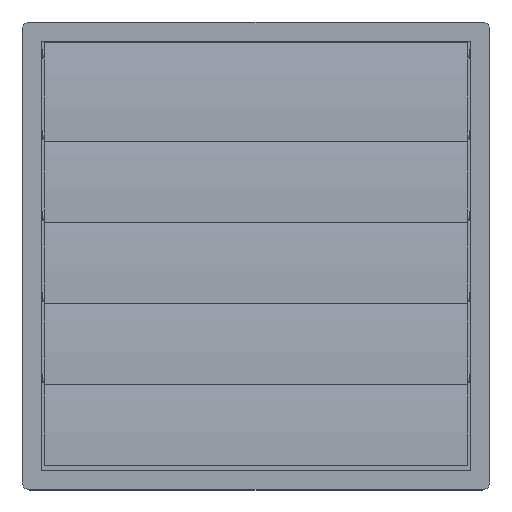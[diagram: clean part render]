
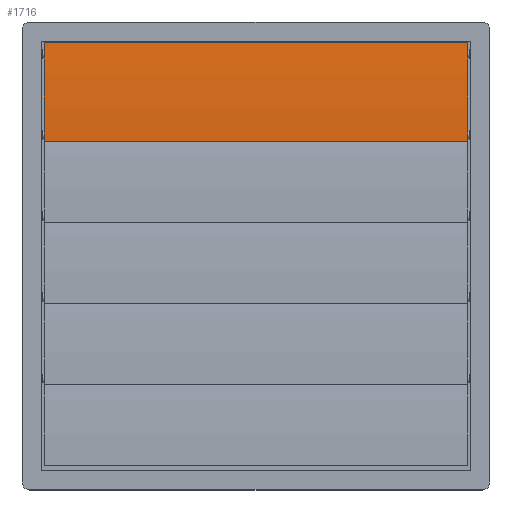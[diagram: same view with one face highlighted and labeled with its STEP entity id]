
A CAD part, top view. The second image highlights one B-rep face of the part: STEP entity #1716.
In plain terms, the highlighted cylindrical face has radius 483.877 mm (diameter 967.755 mm), a partial arc.
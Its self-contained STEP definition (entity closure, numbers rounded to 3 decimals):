
#45 = AXIS2_PLACEMENT_3D ( 'NONE', #2215, #565, #2751 ) ;
#226 = CARTESIAN_POINT ( 'NONE',  ( 133., 3.725, -55. ) ) ;
#230 = CARTESIAN_POINT ( 'NONE',  ( -133., 3.725, -55. ) ) ;
#486 = CARTESIAN_POINT ( 'NONE',  ( 133., 3.725, -55. ) ) ;
#562 = CARTESIAN_POINT ( 'NONE',  ( -133., 2.804, 7. ) ) ;
#565 = DIRECTION ( 'NONE',  ( 1., 0., 0. ) ) ;
#866 = VERTEX_POINT ( 'NONE', #486 ) ;
#982 = EDGE_LOOP ( 'NONE', ( #2246, #2598, #2549, #1859 ) ) ;
#1114 = CYLINDRICAL_SURFACE ( 'NONE', #2732, 483.877 ) ;
#1254 = DIRECTION ( 'NONE',  ( 1., 0., 0. ) ) ;
#1294 = EDGE_CURVE ( 'NONE', #866, #2432, #2166, .T. ) ;
#1306 = DIRECTION ( 'NONE',  ( -1., 0., 0. ) ) ;
#1372 = DIRECTION ( 'NONE',  ( 0., 0., 1. ) ) ;
#1493 = EDGE_CURVE ( 'NONE', #2432, #1667, #2589, .T. ) ;
#1504 = DIRECTION ( 'NONE',  ( -1., 0., 0. ) ) ;
#1535 = AXIS2_PLACEMENT_3D ( 'NONE', #2083, #1254, #3185 ) ;
#1667 = VERTEX_POINT ( 'NONE', #562 ) ;
#1716 = ADVANCED_FACE ( 'NONE', ( #2473 ), #1114, .T. ) ;
#1859 = ORIENTED_EDGE ( 'NONE', *, *, #1493, .F. ) ;
#2048 = VERTEX_POINT ( 'NONE', #230 ) ;
#2083 = CARTESIAN_POINT ( 'NONE',  ( -133., -479.565, -31.169 ) ) ;
#2166 = CIRCLE ( 'NONE', #45, 483.877 ) ;
#2215 = CARTESIAN_POINT ( 'NONE',  ( 133., -479.565, -31.169 ) ) ;
#2246 = ORIENTED_EDGE ( 'NONE', *, *, #1294, .F. ) ;
#2265 = VECTOR ( 'NONE', #1306, 1000. ) ;
#2367 = CARTESIAN_POINT ( 'NONE',  ( 133., 2.804, 7. ) ) ;
#2432 = VERTEX_POINT ( 'NONE', #3214 ) ;
#2473 = FACE_OUTER_BOUND ( 'NONE', #982, .T. ) ;
#2549 = ORIENTED_EDGE ( 'NONE', *, *, #3190, .T. ) ;
#2555 = EDGE_CURVE ( 'NONE', #866, #2048, #3024, .T. ) ;
#2589 = LINE ( 'NONE', #2367, #2963 ) ;
#2598 = ORIENTED_EDGE ( 'NONE', *, *, #2555, .T. ) ;
#2732 = AXIS2_PLACEMENT_3D ( 'NONE', #3316, #2981, #1372 ) ;
#2742 = CIRCLE ( 'NONE', #1535, 483.877 ) ;
#2751 = DIRECTION ( 'NONE',  ( 0., 0., -1. ) ) ;
#2963 = VECTOR ( 'NONE', #1504, 1000. ) ;
#2981 = DIRECTION ( 'NONE',  ( -1., 0., 0. ) ) ;
#3024 = LINE ( 'NONE', #226, #2265 ) ;
#3185 = DIRECTION ( 'NONE',  ( 0., 0., -1. ) ) ;
#3190 = EDGE_CURVE ( 'NONE', #2048, #1667, #2742, .T. ) ;
#3214 = CARTESIAN_POINT ( 'NONE',  ( 133., 2.804, 7. ) ) ;
#3316 = CARTESIAN_POINT ( 'NONE',  ( 133., -479.565, -31.169 ) ) ;
